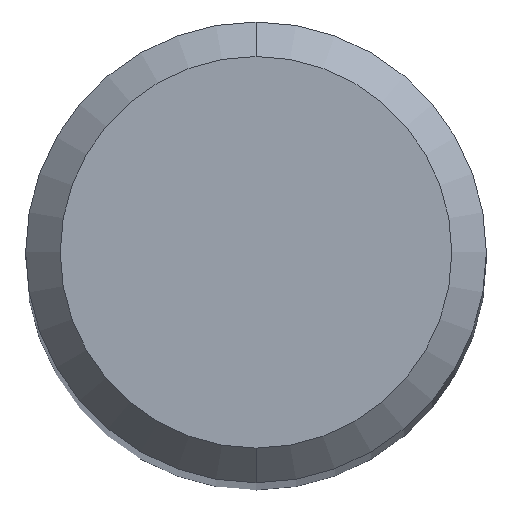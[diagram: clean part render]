
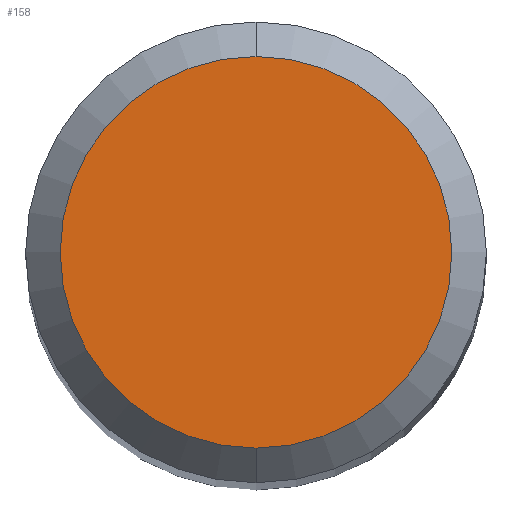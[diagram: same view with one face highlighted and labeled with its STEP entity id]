
A CAD part, top view. The second image highlights one B-rep face of the part: STEP entity #158.
In plain terms, the highlighted planar face has unit normal (0, 0, 1).
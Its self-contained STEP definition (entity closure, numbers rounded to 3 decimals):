
#148=VERTEX_POINT('',#317);
#158=ADVANCED_FACE('',(#327),#328,.T.);
#180=EDGE_CURVE('',#194,#148,#355,.T.);
#194=VERTEX_POINT('',#372);
#206=EDGE_CURVE('',#148,#194,#386,.T.);
#317=CARTESIAN_POINT('',(0.0,1.7,0.0));
#327=FACE_OUTER_BOUND('',#519,.T.);
#328=PLANE('',#520);
#355=CIRCLE('',#551,1.7);
#372=CARTESIAN_POINT('',(0.,-1.7,0.0));
#386=CIRCLE('',#590,1.7);
#519=EDGE_LOOP('',(#709,#710));
#520=AXIS2_PLACEMENT_3D('',#711,#712,#713);
#551=AXIS2_PLACEMENT_3D('',#761,#762,#763);
#590=AXIS2_PLACEMENT_3D('',#806,#807,#808);
#709=ORIENTED_EDGE('',*,*,#206,.F.);
#710=ORIENTED_EDGE('',*,*,#180,.F.);
#711=CARTESIAN_POINT('',(0.0,0.85,0.0));
#712=DIRECTION('',(-0.0,0.0,1.0));
#713=DIRECTION('',(0.0,-1.0,0.0));
#761=CARTESIAN_POINT('',(0.0,0.0,0.0));
#762=DIRECTION('',(0.0,0.0,-1.0));
#763=DIRECTION('',(0.0,1.0,0.0));
#806=CARTESIAN_POINT('',(0.0,0.0,0.0));
#807=DIRECTION('',(0.0,0.0,-1.0));
#808=DIRECTION('',(0.0,1.0,0.0));
